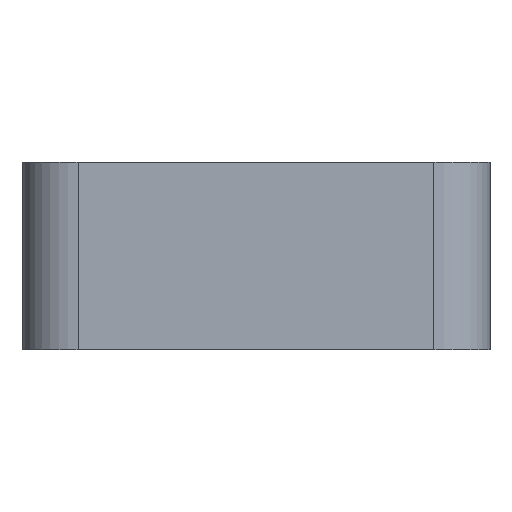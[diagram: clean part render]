
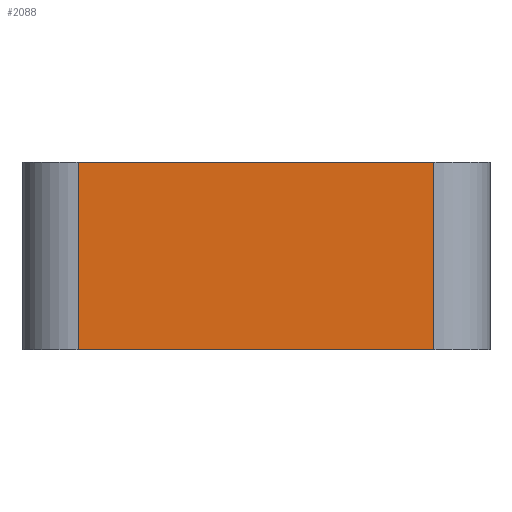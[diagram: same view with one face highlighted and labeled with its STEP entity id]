
A CAD part, front view. The second image highlights one B-rep face of the part: STEP entity #2088.
In plain terms, the highlighted planar face has unit normal (0, -1, 0).
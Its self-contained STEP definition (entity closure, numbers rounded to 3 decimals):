
#59 = PLANE('',#60);
#60 = AXIS2_PLACEMENT_3D('',#61,#62,#63);
#61 = CARTESIAN_POINT('',(0.,0.,-2.5));
#62 = DIRECTION('',(0.,0.,1.));
#63 = DIRECTION('',(1.,0.,0.));
#115 = PLANE('',#116);
#116 = AXIS2_PLACEMENT_3D('',#117,#118,#119);
#117 = CARTESIAN_POINT('',(0.,0.,2.5));
#118 = DIRECTION('',(0.,0.,1.));
#119 = DIRECTION('',(1.,0.,0.));
#210 = VERTEX_POINT('',#211);
#211 = CARTESIAN_POINT('',(-4.75,-15.4,-2.5));
#230 = CYLINDRICAL_SURFACE('',#231,1.5);
#231 = AXIS2_PLACEMENT_3D('',#232,#233,#234);
#232 = CARTESIAN_POINT('',(-4.75,-13.9,-2.5));
#233 = DIRECTION('',(0.,0.,1.));
#234 = DIRECTION('',(0.,-1.,0.));
#242 = EDGE_CURVE('',#243,#210,#245,.T.);
#243 = VERTEX_POINT('',#244);
#244 = CARTESIAN_POINT('',(4.75,-15.4,-2.5));
#245 = SURFACE_CURVE('',#246,(#250,#257),.PCURVE_S1.);
#246 = LINE('',#247,#248);
#247 = CARTESIAN_POINT('',(6.25,-15.4,-2.5));
#248 = VECTOR('',#249,1.);
#249 = DIRECTION('',(-1.,0.,0.));
#250 = PCURVE('',#59,#251);
#251 = DEFINITIONAL_REPRESENTATION('',(#252),#256);
#252 = LINE('',#253,#254);
#253 = CARTESIAN_POINT('',(6.25,-15.4));
#254 = VECTOR('',#255,1.);
#255 = DIRECTION('',(-1.,0.));
#256 = ( GEOMETRIC_REPRESENTATION_CONTEXT(2) 
PARAMETRIC_REPRESENTATION_CONTEXT() REPRESENTATION_CONTEXT('2D SPACE',''
  ) );
#257 = PCURVE('',#258,#263);
#258 = PLANE('',#259);
#259 = AXIS2_PLACEMENT_3D('',#260,#261,#262);
#260 = CARTESIAN_POINT('',(6.25,-15.4,-2.5));
#261 = DIRECTION('',(0.,-1.,0.));
#262 = DIRECTION('',(-1.,0.,0.));
#263 = DEFINITIONAL_REPRESENTATION('',(#264),#268);
#264 = LINE('',#265,#266);
#265 = CARTESIAN_POINT('',(0.,-0.));
#266 = VECTOR('',#267,1.);
#267 = DIRECTION('',(1.,0.));
#268 = ( GEOMETRIC_REPRESENTATION_CONTEXT(2) 
PARAMETRIC_REPRESENTATION_CONTEXT() REPRESENTATION_CONTEXT('2D SPACE',''
  ) );
#291 = CYLINDRICAL_SURFACE('',#292,1.5);
#292 = AXIS2_PLACEMENT_3D('',#293,#294,#295);
#293 = CARTESIAN_POINT('',(4.75,-13.9,-2.5));
#294 = DIRECTION('',(0.,0.,1.));
#295 = DIRECTION('',(1.,0.,0.));
#490 = VERTEX_POINT('',#491);
#491 = CARTESIAN_POINT('',(-4.75,-15.4,2.5));
#517 = EDGE_CURVE('',#518,#490,#520,.T.);
#518 = VERTEX_POINT('',#519);
#519 = CARTESIAN_POINT('',(4.75,-15.4,2.5));
#520 = SURFACE_CURVE('',#521,(#525,#532),.PCURVE_S1.);
#521 = LINE('',#522,#523);
#522 = CARTESIAN_POINT('',(6.25,-15.4,2.5));
#523 = VECTOR('',#524,1.);
#524 = DIRECTION('',(-1.,0.,0.));
#525 = PCURVE('',#115,#526);
#526 = DEFINITIONAL_REPRESENTATION('',(#527),#531);
#527 = LINE('',#528,#529);
#528 = CARTESIAN_POINT('',(6.25,-15.4));
#529 = VECTOR('',#530,1.);
#530 = DIRECTION('',(-1.,0.));
#531 = ( GEOMETRIC_REPRESENTATION_CONTEXT(2) 
PARAMETRIC_REPRESENTATION_CONTEXT() REPRESENTATION_CONTEXT('2D SPACE',''
  ) );
#532 = PCURVE('',#258,#533);
#533 = DEFINITIONAL_REPRESENTATION('',(#534),#538);
#534 = LINE('',#535,#536);
#535 = CARTESIAN_POINT('',(0.,-5.));
#536 = VECTOR('',#537,1.);
#537 = DIRECTION('',(1.,0.));
#538 = ( GEOMETRIC_REPRESENTATION_CONTEXT(2) 
PARAMETRIC_REPRESENTATION_CONTEXT() REPRESENTATION_CONTEXT('2D SPACE',''
  ) );
#2041 = EDGE_CURVE('',#210,#490,#2042,.T.);
#2042 = SURFACE_CURVE('',#2043,(#2047,#2054),.PCURVE_S1.);
#2043 = LINE('',#2044,#2045);
#2044 = CARTESIAN_POINT('',(-4.75,-15.4,-2.5));
#2045 = VECTOR('',#2046,1.);
#2046 = DIRECTION('',(0.,0.,1.));
#2047 = PCURVE('',#230,#2048);
#2048 = DEFINITIONAL_REPRESENTATION('',(#2049),#2053);
#2049 = LINE('',#2050,#2051);
#2050 = CARTESIAN_POINT('',(-0.,0.));
#2051 = VECTOR('',#2052,1.);
#2052 = DIRECTION('',(-0.,1.));
#2053 = ( GEOMETRIC_REPRESENTATION_CONTEXT(2) 
PARAMETRIC_REPRESENTATION_CONTEXT() REPRESENTATION_CONTEXT('2D SPACE',''
  ) );
#2054 = PCURVE('',#258,#2055);
#2055 = DEFINITIONAL_REPRESENTATION('',(#2056),#2060);
#2056 = LINE('',#2057,#2058);
#2057 = CARTESIAN_POINT('',(11.,0.));
#2058 = VECTOR('',#2059,1.);
#2059 = DIRECTION('',(0.,-1.));
#2060 = ( GEOMETRIC_REPRESENTATION_CONTEXT(2) 
PARAMETRIC_REPRESENTATION_CONTEXT() REPRESENTATION_CONTEXT('2D SPACE',''
  ) );
#2066 = EDGE_CURVE('',#243,#518,#2067,.T.);
#2067 = SURFACE_CURVE('',#2068,(#2072,#2079),.PCURVE_S1.);
#2068 = LINE('',#2069,#2070);
#2069 = CARTESIAN_POINT('',(4.75,-15.4,-2.5));
#2070 = VECTOR('',#2071,1.);
#2071 = DIRECTION('',(0.,0.,1.));
#2072 = PCURVE('',#291,#2073);
#2073 = DEFINITIONAL_REPRESENTATION('',(#2074),#2078);
#2074 = LINE('',#2075,#2076);
#2075 = CARTESIAN_POINT('',(-1.571,0.));
#2076 = VECTOR('',#2077,1.);
#2077 = DIRECTION('',(-0.,1.));
#2078 = ( GEOMETRIC_REPRESENTATION_CONTEXT(2) 
PARAMETRIC_REPRESENTATION_CONTEXT() REPRESENTATION_CONTEXT('2D SPACE',''
  ) );
#2079 = PCURVE('',#258,#2080);
#2080 = DEFINITIONAL_REPRESENTATION('',(#2081),#2085);
#2081 = LINE('',#2082,#2083);
#2082 = CARTESIAN_POINT('',(1.5,0.));
#2083 = VECTOR('',#2084,1.);
#2084 = DIRECTION('',(0.,-1.));
#2085 = ( GEOMETRIC_REPRESENTATION_CONTEXT(2) 
PARAMETRIC_REPRESENTATION_CONTEXT() REPRESENTATION_CONTEXT('2D SPACE',''
  ) );
#2088 = ADVANCED_FACE('',(#2089),#258,.T.);
#2089 = FACE_BOUND('',#2090,.T.);
#2090 = EDGE_LOOP('',(#2091,#2092,#2093,#2094));
#2091 = ORIENTED_EDGE('',*,*,#242,.F.);
#2092 = ORIENTED_EDGE('',*,*,#2066,.T.);
#2093 = ORIENTED_EDGE('',*,*,#517,.T.);
#2094 = ORIENTED_EDGE('',*,*,#2041,.F.);
